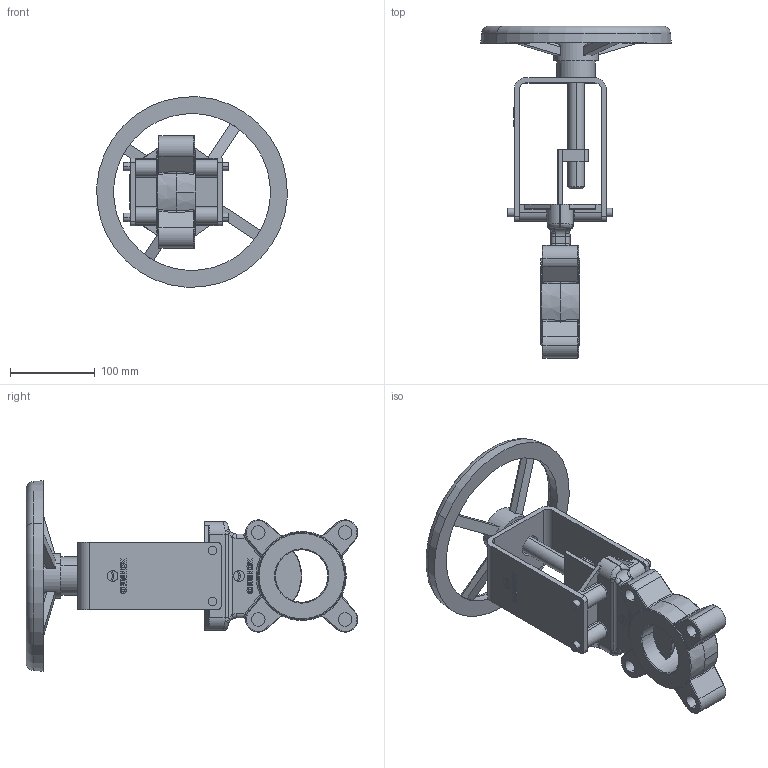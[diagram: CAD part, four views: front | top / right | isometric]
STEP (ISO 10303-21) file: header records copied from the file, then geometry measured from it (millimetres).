
FILE_DESCRIPTION (( 'STEP AP214' ), '1' );
FILE_NAME ('EB65_acci.__volante HNA.STEP', '2008-11-17T14:07:13', ( 'user' ), ( '' ), 'SwSTEP 2.0', 'SolidWorks 2007', '' );
FILE_SCHEMA (( 'AUTOMOTIVE_DESIGN' ));
Length unit declared in the file: millimetre
Products named in the file (3): cuerpoEB65_volante_Predeterminado; EB65_acci.__volante HNA; volante65_Predeterminado
Assembly tree (2 placements, depth 2):
  EB65_acci.__volante HNA
    cuerpoEB65_volante_Predeterminado
    volante65_Predeterminado
Bounding box: 224.55 x 391.27 x 224.55 mm (x, y, z)
Volume: 1279936.2 mm3; surface area: 260733.5 mm2
Topology: 3 solids, 7 shells, 973 faces, 2457 edges, 1537 vertices
Faces by surface type: plane 545, cylinder 178, bspline 148, torus 69, sphere 17, cone 16
Entity records: 32401 total; most frequent: CARTESIAN_POINT 10015, ORIENTED_EDGE 4864, DIRECTION 4294, EDGE_CURVE 2432, VERTEX_POINT 1537, LINE 1522, VECTOR 1522, AXIS2_PLACEMENT_3D 1386
